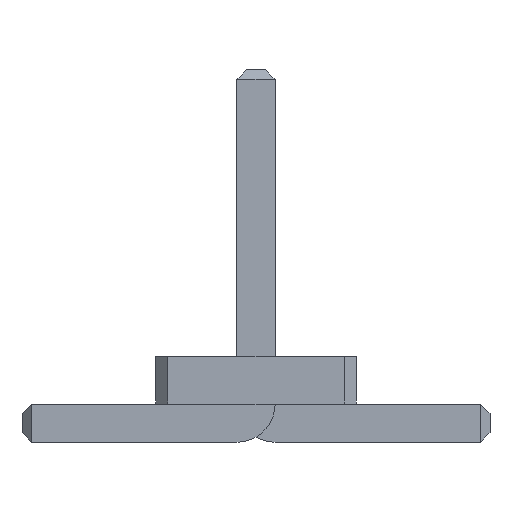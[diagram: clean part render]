
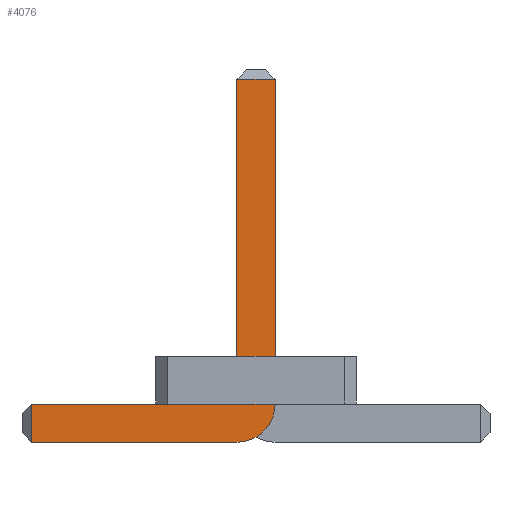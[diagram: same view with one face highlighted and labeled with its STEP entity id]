
A CAD part, front view. The second image highlights one B-rep face of the part: STEP entity #4076.
In plain terms, the highlighted planar face has unit normal (0, -1, 0).
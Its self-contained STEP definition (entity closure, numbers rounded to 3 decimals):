
#56=DIRECTION('',(0.,-1.,0.));
#67=DIRECTION('',(1.,0.,0.));
#839=VECTOR('',#67,1.);
#892=DIRECTION('',(-1.,0.,0.));
#1661=VECTOR('',#892,1.);
#1801=DIRECTION('',(0.,0.,-1.));
#1820=VECTOR('',#1801,1.);
#3904=VECTOR('',#3905,1.);
#3905=DIRECTION('',(0.,0.,1.));
#3927=DIRECTION('',(0.,-1.,0.));
#3928=DIRECTION('',(-1.,0.,0.));
#3935=VERTEX_POINT('',#3936);
#3936=CARTESIAN_POINT('',(-2.35,-8.455,0.));
#3939=ORIENTED_EDGE('',*,*,#3940,.T.);
#3940=EDGE_CURVE('',#3935,#3941,#3943,.T.);
#3941=VERTEX_POINT('',#3942);
#3942=CARTESIAN_POINT('',(-0.2,-8.455,0.));
#3943=LINE('',#3944,#839);
#3944=CARTESIAN_POINT('',(-2.45,-8.455,0.));
#3977=VERTEX_POINT('',#3978);
#3978=CARTESIAN_POINT('',(0.2,-8.455,0.4));
#3981=EDGE_CURVE('',#3941,#3977,#3982,.T.);
#3982=CIRCLE('',#3983,0.4);
#3983=AXIS2_PLACEMENT_3D('',#3984,#56,#1801);
#3984=CARTESIAN_POINT('',(-0.2,-8.455,0.4));
#3992=VERTEX_POINT('',#3984);
#3994=ORIENTED_EDGE('',*,*,#3995,.T.);
#3995=EDGE_CURVE('',#3992,#3996,#3998,.T.);
#3996=VERTEX_POINT('',#3997);
#3997=CARTESIAN_POINT('',(-2.35,-8.455,0.4));
#3998=LINE('',#3984,#1661);
#4008=ORIENTED_EDGE('',*,*,#4009,.T.);
#4009=EDGE_CURVE('',#3977,#4010,#4012,.T.);
#4010=VERTEX_POINT('',#4011);
#4011=CARTESIAN_POINT('',(0.2,-8.455,3.8));
#4012=LINE('',#4013,#3904);
#4013=CARTESIAN_POINT('',(0.2,-8.455,0.));
#4026=VERTEX_POINT('',#4027);
#4027=CARTESIAN_POINT('',(-0.2,-8.455,3.8));
#4029=ORIENTED_EDGE('',*,*,#4030,.T.);
#4030=EDGE_CURVE('',#4026,#3992,#4031,.T.);
#4031=LINE('',#4032,#1820);
#4032=CARTESIAN_POINT('',(-0.2,-8.455,3.9));
#4076=ADVANCED_FACE('',(#4077),#4086,.T.);
#4077=FACE_BOUND('',#4078,.T.);
#4078=EDGE_LOOP('',(#3939,#4079,#4008,#4080,#4029,#3994,#4083));
#4079=ORIENTED_EDGE('',*,*,#3981,.T.);
#4080=ORIENTED_EDGE('',*,*,#4081,.T.);
#4081=EDGE_CURVE('',#4010,#4026,#4082,.T.);
#4082=LINE('',#4011,#1661);
#4083=ORIENTED_EDGE('',*,*,#4084,.T.);
#4084=EDGE_CURVE('',#3996,#3935,#4085,.T.);
#4085=LINE('',#3997,#1820);
#4086=PLANE('',#4087);
#4087=AXIS2_PLACEMENT_3D('',#4088,#3927,#3928);
#4088=CARTESIAN_POINT('',(-0.524,-8.455,1.349));
